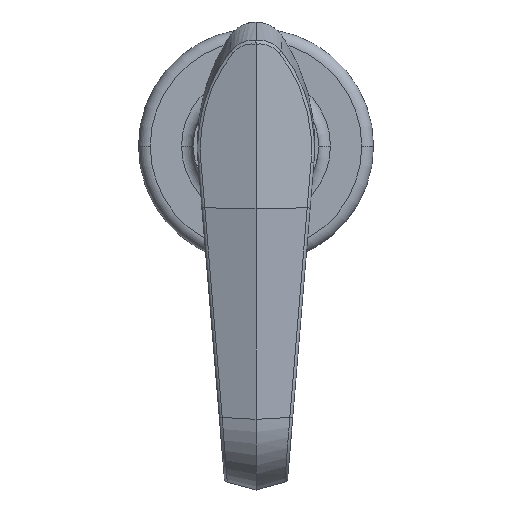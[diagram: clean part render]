
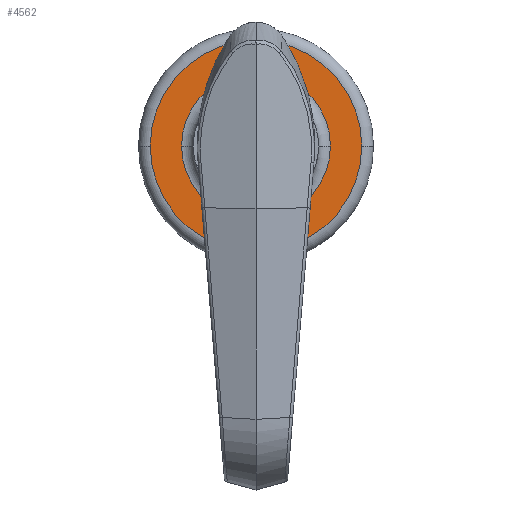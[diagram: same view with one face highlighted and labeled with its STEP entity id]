
A CAD part, top view. The second image highlights one B-rep face of the part: STEP entity #4562.
In plain terms, the highlighted planar face has unit normal (0, 0, 1).
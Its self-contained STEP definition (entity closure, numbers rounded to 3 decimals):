
#210 = CARTESIAN_POINT ( 'NONE',  ( 0., 0., 5. ) ) ;
#211 = DIRECTION ( 'NONE',  ( 0., 0., 1. ) ) ;
#212 = DIRECTION ( 'NONE',  ( -1., 0., 0. ) ) ;
#222 = CARTESIAN_POINT ( 'NONE',  ( 0., 0., 5. ) ) ;
#223 = DIRECTION ( 'NONE',  ( 0., 0., -1. ) ) ;
#224 = DIRECTION ( 'NONE',  ( -1., 0., 0. ) ) ;
#3352 = CARTESIAN_POINT ( 'NONE',  ( 0., 0., 5. ) ) ;
#3353 = DIRECTION ( 'NONE',  ( 0., 0., -1. ) ) ;
#3354 = DIRECTION ( 'NONE',  ( -1., 0., 0. ) ) ;
#3355 = CARTESIAN_POINT ( 'NONE',  ( 0., 0., 5. ) ) ;
#3356 = DIRECTION ( 'NONE',  ( 0., 0., 1. ) ) ;
#3357 = DIRECTION ( 'NONE',  ( -1., 0., 0. ) ) ;
#3524 = CARTESIAN_POINT ( 'NONE',  ( 19., 0., 5. ) ) ;
#3534 = CARTESIAN_POINT ( 'NONE',  ( 27., 0., 5. ) ) ;
#3538 = CARTESIAN_POINT ( 'NONE',  ( -19., 0., 5. ) ) ;
#4069 = CARTESIAN_POINT ( 'NONE',  ( -27., 0., 5. ) ) ;
#4255 = FACE_BOUND ( 'NONE', #7835, .T. ) ;
#4291 = FACE_OUTER_BOUND ( 'NONE', #7838, .T. ) ;
#4562 = ADVANCED_FACE ( 'NONE', ( #4255, #4291 ), #8239, .F. ) ;
#5028 = CIRCLE ( 'NONE', #6858, 19. ) ;
#5030 = CIRCLE ( 'NONE', #6861, 27. ) ;
#5367 = CIRCLE ( 'NONE', #7204, 27. ) ;
#5375 = CIRCLE ( 'NONE', #7208, 19. ) ;
#6379 = EDGE_CURVE ( 'NONE', #9636, #8341, #5367, .T. ) ;
#6383 = EDGE_CURVE ( 'NONE', #9626, #9640, #5375, .T. ) ;
#6636 = AXIS2_PLACEMENT_3D ( 'NONE', #8236, #8241, #8242 ) ;
#6858 = AXIS2_PLACEMENT_3D ( 'NONE', #3352, #3353, #3354 ) ;
#6861 = AXIS2_PLACEMENT_3D ( 'NONE', #3355, #3356, #3357 ) ;
#7204 = AXIS2_PLACEMENT_3D ( 'NONE', #210, #211, #212 ) ;
#7208 = AXIS2_PLACEMENT_3D ( 'NONE', #222, #223, #224 ) ;
#7835 = EDGE_LOOP ( 'NONE', ( #9359, #9358 ) ) ;
#7838 = EDGE_LOOP ( 'NONE', ( #9357, #9356 ) ) ;
#8236 = CARTESIAN_POINT ( 'NONE',  ( 0., 16., 5. ) ) ;
#8239 = PLANE ( 'NONE',  #6636 ) ;
#8241 = DIRECTION ( 'NONE',  ( 0., 0., -1. ) ) ;
#8242 = DIRECTION ( 'NONE',  ( -1., 0., 0. ) ) ;
#8341 = VERTEX_POINT ( 'NONE', #4069 ) ;
#8692 = EDGE_CURVE ( 'NONE', #9640, #9626, #5028, .T. ) ;
#8693 = EDGE_CURVE ( 'NONE', #8341, #9636, #5030, .T. ) ;
#9356 = ORIENTED_EDGE ( 'NONE', *, *, #6379, .T. ) ;
#9357 = ORIENTED_EDGE ( 'NONE', *, *, #8693, .T. ) ;
#9358 = ORIENTED_EDGE ( 'NONE', *, *, #6383, .T. ) ;
#9359 = ORIENTED_EDGE ( 'NONE', *, *, #8692, .T. ) ;
#9626 = VERTEX_POINT ( 'NONE', #3524 ) ;
#9636 = VERTEX_POINT ( 'NONE', #3534 ) ;
#9640 = VERTEX_POINT ( 'NONE', #3538 ) ;
